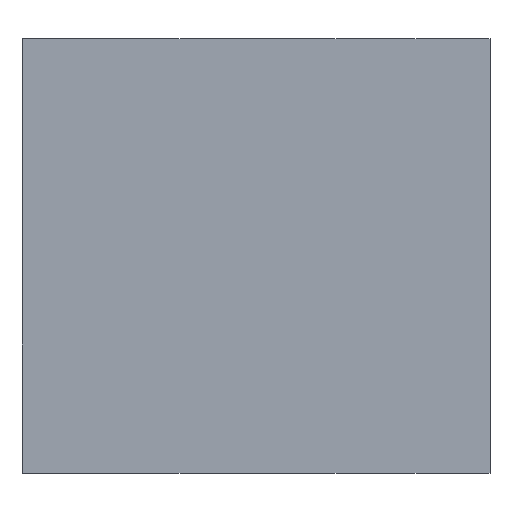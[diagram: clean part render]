
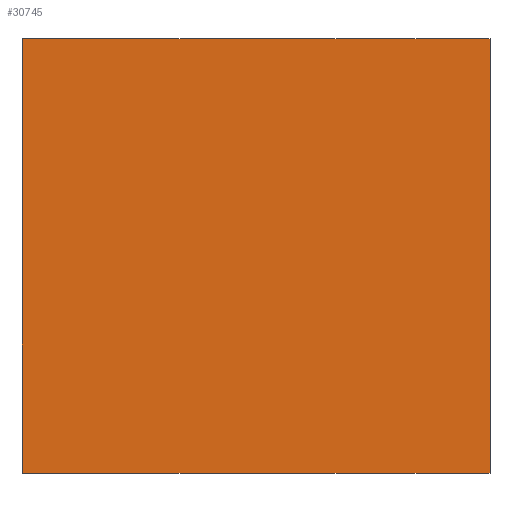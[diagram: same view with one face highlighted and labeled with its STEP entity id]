
A CAD part, top view. The second image highlights one B-rep face of the part: STEP entity #30745.
In plain terms, the highlighted face is planar.
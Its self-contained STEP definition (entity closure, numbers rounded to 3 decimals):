
#23419=DIRECTION('',(1.,0.,0.));
#23420=VECTOR('',#23419,7.);
#23421=CARTESIAN_POINT('',(-3.5,1.975,3.25));
#23422=LINE('',#23421,#23420);
#23426=DIRECTION('',(0.,0.,1.));
#23427=VECTOR('',#23426,6.5);
#23428=CARTESIAN_POINT('',(-3.5,1.975,-3.25));
#23429=LINE('',#23428,#23427);
#23433=DIRECTION('',(-1.,0.,0.));
#23434=VECTOR('',#23433,7.);
#23435=CARTESIAN_POINT('',(3.5,1.975,-3.25));
#23436=LINE('',#23435,#23434);
#23440=DIRECTION('',(0.,0.,-1.));
#23441=VECTOR('',#23440,6.5);
#23442=CARTESIAN_POINT('',(3.5,1.975,3.25));
#23443=LINE('',#23442,#23441);
#26906=CARTESIAN_POINT('',(-3.5,1.975,3.25));
#26907=CARTESIAN_POINT('',(3.5,1.975,3.25));
#26908=VERTEX_POINT('',#26906);
#26909=VERTEX_POINT('',#26907);
#26910=CARTESIAN_POINT('',(3.5,1.975,-3.25));
#26911=VERTEX_POINT('',#26910);
#26912=CARTESIAN_POINT('',(-3.5,1.975,-3.25));
#26913=VERTEX_POINT('',#26912);
#30732=CARTESIAN_POINT('',(0.,1.975,0.));
#30733=DIRECTION('',(0.,1.,0.));
#30734=DIRECTION('',(1.,0.,0.));
#30735=AXIS2_PLACEMENT_3D('',#30732,#30733,#30734);
#30736=PLANE('',#30735);
#30737=ORIENTED_EDGE('',*,*,#30535,.F.);
#30738=ORIENTED_EDGE('',*,*,#29228,.F.);
#30740=ORIENTED_EDGE('',*,*,#30739,.F.);
#30742=ORIENTED_EDGE('',*,*,#30741,.F.);
#30743=EDGE_LOOP('',(#30737,#30738,#30740,#30742));
#30744=FACE_OUTER_BOUND('',#30743,.F.);
#30745=ADVANCED_FACE('',(#30744),#30736,.T.);
#29228=EDGE_CURVE('',#26913,#26908,#23429,.T.);
#30535=EDGE_CURVE('',#26908,#26909,#23422,.T.);
#30739=EDGE_CURVE('',#26911,#26913,#23436,.T.);
#30741=EDGE_CURVE('',#26909,#26911,#23443,.T.);
